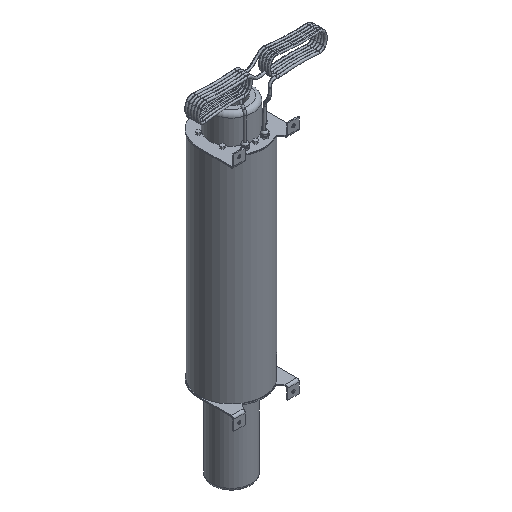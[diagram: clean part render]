
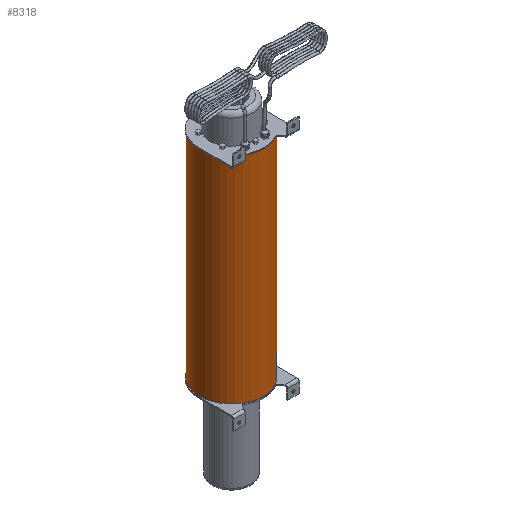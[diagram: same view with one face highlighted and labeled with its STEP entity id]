
A CAD part, isometric view. The second image highlights one B-rep face of the part: STEP entity #8318.
In plain terms, the highlighted cylindrical face has radius 112 mm (diameter 224 mm), a full revolution.
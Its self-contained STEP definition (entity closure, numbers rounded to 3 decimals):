
#239=FACE_BOUND($,#2677,.T.);
#240=FACE_BOUND($,#2678,.T.);
#326=CYLINDRICAL_SURFACE($,#8859,112.);
#476=LINE($,#13026,#1145);
#481=LINE($,#13063,#1150);
#1145=VECTOR($,#9443,105.);
#1150=VECTOR($,#9462,105.);
#2175=FACE_OUTER_BOUND($,#2676,.T.);
#2676=EDGE_LOOP($,(#6674));
#2677=EDGE_LOOP($,(#6675));
#2678=EDGE_LOOP($,(#6676,#6677,#6678,#6679,#6680,#6681,#6682,#6683));
#3097=B_SPLINE_CURVE_WITH_KNOTS($,3,(#13012,#13013,#13014,#13015,#13016,
#13017,#13018,#13019,#13020,#13021),.UNSPECIFIED.,.F.,.F.,(4,2,2,2,4),(1.139,
1.428,1.716,2.001,2.286),
 .UNSPECIFIED.);
#3098=B_SPLINE_CURVE_WITH_KNOTS($,3,(#13030,#13031,#13032,#13033,#13034,
#13035,#13036,#13037,#13038,#13039),.UNSPECIFIED.,.F.,.F.,(4,2,2,2,4),(2.286,
2.568,2.851,3.141,3.432),
 .UNSPECIFIED.);
#3099=B_SPLINE_CURVE_WITH_KNOTS($,3,(#13050,#13051,#13052,#13053,#13054,
#13055,#13056,#13057,#13058,#13059),.UNSPECIFIED.,.F.,.F.,(4,2,2,2,4),(0.,
0.286,0.571,0.862,1.154),
 .UNSPECIFIED.);
#3100=B_SPLINE_CURVE_WITH_KNOTS($,3,(#13066,#13067,#13068,#13069,#13070,
#13071,#13072,#13073,#13074,#13075),.UNSPECIFIED.,.F.,.F.,(4,2,2,2,4),(-1.154,
-0.859,-0.565,-0.282,0.),
 .UNSPECIFIED.);
#3326=CIRCLE($,#8672,112.);
#3327=CIRCLE($,#8674,112.);
#3374=CIRCLE($,#8860,112.);
#3375=CIRCLE($,#8861,112.);
#3671=VERTEX_POINT($,#13009);
#3672=VERTEX_POINT($,#13011);
#3673=VERTEX_POINT($,#13024);
#3674=VERTEX_POINT($,#13028);
#3675=VERTEX_POINT($,#13041);
#3676=VERTEX_POINT($,#13045);
#3677=VERTEX_POINT($,#13049);
#3678=VERTEX_POINT($,#13062);
#3901=VERTEX_POINT($,#14772);
#3902=VERTEX_POINT($,#14774);
#4560=EDGE_CURVE($,#3672,#3671,#3097,.T.);
#4563=EDGE_CURVE($,#3671,#3673,#476,.T.);
#4565=EDGE_CURVE($,#3673,#3674,#3098,.T.);
#4567=EDGE_CURVE($,#3674,#3675,#3326,.T.);
#4568=EDGE_CURVE($,#3676,#3672,#3327,.T.);
#4570=EDGE_CURVE($,#3677,#3676,#3099,.T.);
#4572=EDGE_CURVE($,#3678,#3677,#481,.T.);
#4574=EDGE_CURVE($,#3675,#3678,#3100,.T.);
#4908=EDGE_CURVE($,#3901,#3901,#3374,.T.);
#4909=EDGE_CURVE($,#3902,#3902,#3375,.T.);
#6674=ORIENTED_EDGE($,*,*,#4908,.F.);
#6675=ORIENTED_EDGE($,*,*,#4909,.F.);
#6676=ORIENTED_EDGE($,*,*,#4560,.T.);
#6677=ORIENTED_EDGE($,*,*,#4563,.T.);
#6678=ORIENTED_EDGE($,*,*,#4565,.T.);
#6679=ORIENTED_EDGE($,*,*,#4567,.T.);
#6680=ORIENTED_EDGE($,*,*,#4574,.T.);
#6681=ORIENTED_EDGE($,*,*,#4572,.T.);
#6682=ORIENTED_EDGE($,*,*,#4570,.T.);
#6683=ORIENTED_EDGE($,*,*,#4568,.T.);
#8318=ADVANCED_FACE($,(#2175,#239,#240),#326,.T.);
#8672=AXIS2_PLACEMENT_3D($,#13043,#9450,#9451);
#8674=AXIS2_PLACEMENT_3D($,#13046,#9454,#9455);
#8859=AXIS2_PLACEMENT_3D($,#14771,#10013,#10014);
#8860=AXIS2_PLACEMENT_3D($,#14773,#10015,#10016);
#8861=AXIS2_PLACEMENT_3D($,#14775,#10017,#10018);
#9443=DIRECTION($,(0.,0.,1.));
#9450=DIRECTION('center_axis',(0.,0.,
1.));
#9451=DIRECTION('ref_axis',(1.,0.,0.));
#9454=DIRECTION('center_axis',(0.,0.,
-1.));
#9455=DIRECTION('ref_axis',(1.,0.,0.));
#9462=DIRECTION($,(0.,0.,-1.));
#10013=DIRECTION('center_axis',(0.,0.,-1.));
#10014=DIRECTION('ref_axis',(1.,0.,0.));
#10015=DIRECTION('center_axis',(0.,0.,1.));
#10016=DIRECTION('ref_axis',(1.,0.,0.));
#10017=DIRECTION('center_axis',(0.,0.,-1.));
#10018=DIRECTION('ref_axis',(1.,0.,0.));
#13009=CARTESIAN_POINT('',(30.464,107.777,-438.226));
#13011=CARTESIAN_POINT('',(22.964,109.621,-445.726));
#13012=CARTESIAN_POINT('Ctrl Pts',(22.964,109.621,-445.726));
#13013=CARTESIAN_POINT('Ctrl Pts',(23.905,109.423,-445.726));
#13014=CARTESIAN_POINT('Ctrl Pts',(24.908,109.199,-445.539));
#13015=CARTESIAN_POINT('Ctrl Pts',(26.754,108.762,-444.775));
#13016=CARTESIAN_POINT('Ctrl Pts',(27.598,108.549,-444.198));
#13017=CARTESIAN_POINT('Ctrl Pts',(28.927,108.202,-442.87));
#13018=CARTESIAN_POINT('Ctrl Pts',(29.504,108.045,-442.031));
#13019=CARTESIAN_POINT('Ctrl Pts',(30.272,107.832,-440.184));
#13020=CARTESIAN_POINT('Ctrl Pts',(30.464,107.777,-439.175));
#13021=CARTESIAN_POINT('Ctrl Pts',(30.464,107.777,-438.226));
#13024=CARTESIAN_POINT('',(30.464,107.777,-333.226));
#13026=CARTESIAN_POINT($,(30.464,107.777,0.));
#13028=CARTESIAN_POINT('',(22.964,109.621,-325.726));
#13030=CARTESIAN_POINT('Ctrl Pts',(30.464,107.777,-333.226));
#13031=CARTESIAN_POINT('Ctrl Pts',(30.464,107.777,-332.285));
#13032=CARTESIAN_POINT('Ctrl Pts',(30.275,107.831,-331.283));
#13033=CARTESIAN_POINT('Ctrl Pts',(29.517,108.041,-329.447));
#13034=CARTESIAN_POINT('Ctrl Pts',(28.948,108.196,-328.611));
#13035=CARTESIAN_POINT('Ctrl Pts',(27.627,108.541,-327.275));
#13036=CARTESIAN_POINT('Ctrl Pts',(26.779,108.756,-326.691));
#13037=CARTESIAN_POINT('Ctrl Pts',(24.922,109.196,-325.917));
#13038=CARTESIAN_POINT('Ctrl Pts',(23.912,109.422,-325.726));
#13039=CARTESIAN_POINT('Ctrl Pts',(22.964,109.621,-325.726));
#13041=CARTESIAN_POINT('',(-28.036,108.434,-325.726));
#13043=CARTESIAN_POINT('Origin',(0.,0.,-325.726));
#13045=CARTESIAN_POINT('',(-28.036,108.434,-445.726));
#13046=CARTESIAN_POINT('Origin',(0.,0.,-445.726));
#13049=CARTESIAN_POINT('',(-35.536,106.213,-438.226));
#13050=CARTESIAN_POINT('Ctrl Pts',(-35.536,106.213,-438.226));
#13051=CARTESIAN_POINT('Ctrl Pts',(-35.536,106.213,-439.178));
#13052=CARTESIAN_POINT('Ctrl Pts',(-35.344,106.278,-440.188));
#13053=CARTESIAN_POINT('Ctrl Pts',(-34.574,106.531,-442.035));
#13054=CARTESIAN_POINT('Ctrl Pts',(-33.997,106.718,-442.872));
#13055=CARTESIAN_POINT('Ctrl Pts',(-32.669,107.132,-444.2));
#13056=CARTESIAN_POINT('Ctrl Pts',(-31.824,107.388,-444.776));
#13057=CARTESIAN_POINT('Ctrl Pts',(-29.978,107.918,-445.539));
#13058=CARTESIAN_POINT('Ctrl Pts',(-28.977,108.191,-445.726));
#13059=CARTESIAN_POINT('Ctrl Pts',(-28.036,108.434,-445.726));
#13062=CARTESIAN_POINT('',(-35.536,106.213,-333.226));
#13063=CARTESIAN_POINT($,(-35.536,106.213,0.));
#13066=CARTESIAN_POINT('Ctrl Pts',(-28.036,108.434,-325.726));
#13067=CARTESIAN_POINT('Ctrl Pts',(-28.987,108.188,-325.726));
#13068=CARTESIAN_POINT('Ctrl Pts',(-29.998,107.912,-325.917));
#13069=CARTESIAN_POINT('Ctrl Pts',(-31.86,107.377,-326.696));
#13070=CARTESIAN_POINT('Ctrl Pts',(-32.71,107.119,-327.283));
#13071=CARTESIAN_POINT('Ctrl Pts',(-34.028,106.708,-328.622));
#13072=CARTESIAN_POINT('Ctrl Pts',(-34.594,106.524,-329.453));
#13073=CARTESIAN_POINT('Ctrl Pts',(-35.348,106.276,-331.285));
#13074=CARTESIAN_POINT('Ctrl Pts',(-35.536,106.213,-332.285));
#13075=CARTESIAN_POINT('Ctrl Pts',(-35.536,106.213,-333.226));
#14771=CARTESIAN_POINT('Origin',(0.,0.,0.));
#14772=CARTESIAN_POINT('',(-112.,0.,0.));
#14773=CARTESIAN_POINT('Origin',(0.,0.,0.));
#14774=CARTESIAN_POINT('',(-112.,0.,-750.));
#14775=CARTESIAN_POINT('Origin',(0.,0.,-750.));
